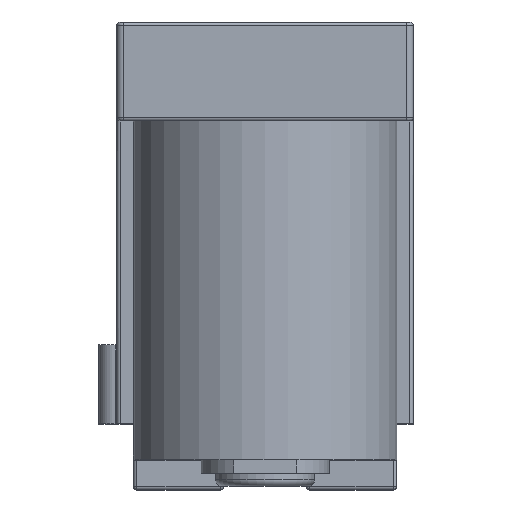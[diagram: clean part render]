
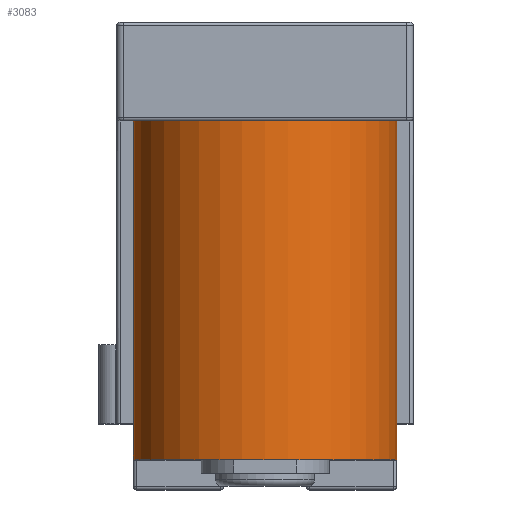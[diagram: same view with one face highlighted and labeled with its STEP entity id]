
A CAD part, top view. The second image highlights one B-rep face of the part: STEP entity #3083.
In plain terms, the highlighted cylindrical face has radius 4 mm (diameter 8 mm), a partial arc.
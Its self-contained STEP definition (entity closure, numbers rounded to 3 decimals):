
#244=FACE_OUTER_BOUND('',#433,.T.);
#433=EDGE_LOOP('',(#2450,#2451,#2452,#2453,#2454,#2455));
#591=LINE('',#4707,#879);
#630=LINE('',#4839,#918);
#693=LINE('',#4990,#981);
#694=LINE('',#4991,#982);
#879=VECTOR('',#3735,10.);
#918=VECTOR('',#3850,10.);
#981=VECTOR('',#4007,10.);
#982=VECTOR('',#4008,10.);
#1129=CIRCLE('',#3210,4.);
#1191=CIRCLE('',#3354,4.);
#1294=VERTEX_POINT('',#4560);
#1295=VERTEX_POINT('',#4562);
#1336=VERTEX_POINT('',#4699);
#1339=VERTEX_POINT('',#4705);
#1376=VERTEX_POINT('',#4837);
#1417=VERTEX_POINT('',#4985);
#1584=EDGE_CURVE('',#1294,#1295,#1129,.T.);
#1656=EDGE_CURVE('',#1336,#1339,#591,.T.);
#1714=EDGE_CURVE('',#1376,#1294,#630,.T.);
#1787=EDGE_CURVE('',#1336,#1417,#1191,.T.);
#1790=EDGE_CURVE('',#1376,#1417,#693,.T.);
#1791=EDGE_CURVE('',#1295,#1339,#694,.T.);
#2450=ORIENTED_EDGE('',*,*,#1584,.F.);
#2451=ORIENTED_EDGE('',*,*,#1714,.F.);
#2452=ORIENTED_EDGE('',*,*,#1790,.T.);
#2453=ORIENTED_EDGE('',*,*,#1787,.F.);
#2454=ORIENTED_EDGE('',*,*,#1656,.T.);
#2455=ORIENTED_EDGE('',*,*,#1791,.F.);
#2960=CYLINDRICAL_SURFACE('',#3355,4.);
#3083=ADVANCED_FACE('',(#244),#2960,.T.);
#3210=AXIS2_PLACEMENT_3D('',#4563,#3574,#3575);
#3354=AXIS2_PLACEMENT_3D('',#4986,#4001,#4002);
#3355=AXIS2_PLACEMENT_3D('',#4989,#4005,#4006);
#3574=DIRECTION('center_axis',(0.,1.,0.));
#3575=DIRECTION('ref_axis',(1.,0.,0.));
#3735=DIRECTION('',(0.,1.,0.));
#3850=DIRECTION('',(0.,1.,0.));
#4001=DIRECTION('center_axis',(0.,-1.,0.));
#4002=DIRECTION('ref_axis',(1.,0.,0.));
#4005=DIRECTION('center_axis',(0.,1.,0.));
#4006=DIRECTION('ref_axis',(1.,0.,0.));
#4007=DIRECTION('',(0.,-1.,0.));
#4008=DIRECTION('',(0.,-1.,0.));
#4560=CARTESIAN_POINT('',(-4.,-3.,6.5));
#4562=CARTESIAN_POINT('',(4.,-3.,6.5));
#4563=CARTESIAN_POINT('Origin',(0.,-3.,6.5));
#4699=CARTESIAN_POINT('',(4.,-13.3,6.5));
#4705=CARTESIAN_POINT('',(4.,-12.2,6.5));
#4707=CARTESIAN_POINT('',(4.,-14.2,6.5));
#4837=CARTESIAN_POINT('',(-4.,-12.2,6.5));
#4839=CARTESIAN_POINT('',(-4.,-13.3,6.5));
#4985=CARTESIAN_POINT('',(-4.,-13.3,6.5));
#4986=CARTESIAN_POINT('Origin',(0.,-13.3,6.5));
#4989=CARTESIAN_POINT('Origin',(0.,-13.3,6.5));
#4990=CARTESIAN_POINT('',(-4.,-13.3,6.5));
#4991=CARTESIAN_POINT('',(4.,-13.3,6.5));
